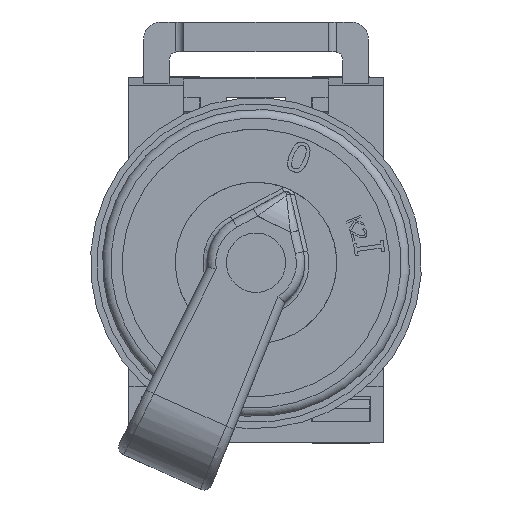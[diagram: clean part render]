
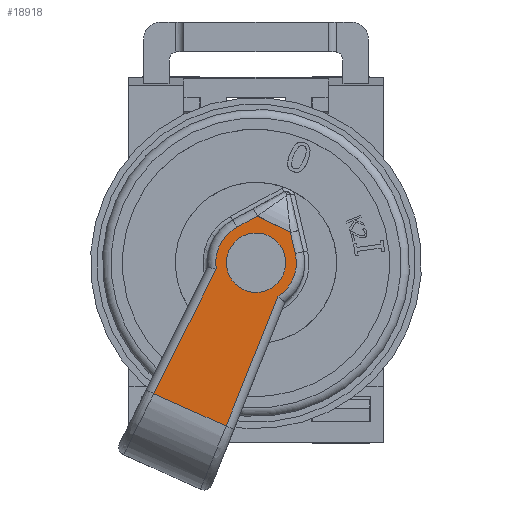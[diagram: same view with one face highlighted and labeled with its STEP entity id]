
A CAD part, top view. The second image highlights one B-rep face of the part: STEP entity #18918.
In plain terms, the highlighted planar face has unit normal (0, 0, 1).
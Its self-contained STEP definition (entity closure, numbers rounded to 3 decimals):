
#79=FACE_BOUND('',#1991,.T.);
#149=PLANE('',#19901);
#1038=FACE_OUTER_BOUND('',#1990,.T.);
#1990=EDGE_LOOP('',(#12401,#12402,#12403,#12404,#12405,#12406,#12407,#12408));
#1991=EDGE_LOOP('',(#12409));
#3177=CIRCLE('',#19902,4.75);
#3178=CIRCLE('',#19903,4.75);
#3179=CIRCLE('',#19904,3.5);
#3611=LINE('',#26345,#5679);
#3616=LINE('',#26418,#5684);
#3617=LINE('',#26422,#5685);
#3618=LINE('',#26426,#5686);
#3619=LINE('',#26428,#5687);
#3620=LINE('',#26430,#5688);
#5679=VECTOR('',#21325,4.333);
#5684=VECTOR('',#21354,2.558);
#5685=VECTOR('',#21359,2.783);
#5686=VECTOR('',#21362,16.434);
#5687=VECTOR('',#21363,9.336);
#5688=VECTOR('',#21364,16.434);
#7754=VERTEX_POINT('',#26338);
#7757=VERTEX_POINT('',#26343);
#7763=VERTEX_POINT('',#26417);
#7764=VERTEX_POINT('',#26421);
#7765=VERTEX_POINT('',#26423);
#7766=VERTEX_POINT('',#26425);
#7767=VERTEX_POINT('',#26427);
#7768=VERTEX_POINT('',#26429);
#7769=VERTEX_POINT('',#26432);
#9588=EDGE_CURVE('',#7757,#7754,#3611,.T.);
#9601=EDGE_CURVE('',#7754,#7763,#3616,.T.);
#9603=EDGE_CURVE('',#7764,#7757,#3617,.T.);
#9604=EDGE_CURVE('',#7765,#7764,#3177,.T.);
#9605=EDGE_CURVE('',#7766,#7765,#3618,.T.);
#9606=EDGE_CURVE('',#7767,#7766,#3619,.T.);
#9607=EDGE_CURVE('',#7768,#7767,#3620,.T.);
#9608=EDGE_CURVE('',#7763,#7768,#3178,.T.);
#9609=EDGE_CURVE('',#7769,#7769,#3179,.T.);
#12401=ORIENTED_EDGE('',*,*,#9588,.F.);
#12402=ORIENTED_EDGE('',*,*,#9603,.F.);
#12403=ORIENTED_EDGE('',*,*,#9604,.F.);
#12404=ORIENTED_EDGE('',*,*,#9605,.F.);
#12405=ORIENTED_EDGE('',*,*,#9606,.F.);
#12406=ORIENTED_EDGE('',*,*,#9607,.F.);
#12407=ORIENTED_EDGE('',*,*,#9608,.F.);
#12408=ORIENTED_EDGE('',*,*,#9601,.F.);
#12409=ORIENTED_EDGE('',*,*,#9609,.T.);
#18918=ADVANCED_FACE('',(#1038,#79),#149,.T.);
#19901=AXIS2_PLACEMENT_3D('',#26420,#21357,#21358);
#19902=AXIS2_PLACEMENT_3D('',#26424,#21360,#21361);
#19903=AXIS2_PLACEMENT_3D('',#26431,#21365,#21366);
#19904=AXIS2_PLACEMENT_3D('',#26433,#21367,#21368);
#21325=DIRECTION('',(0.895,-0.447,0.));
#21354=DIRECTION('',(0.226,-0.974,0.));
#21357=DIRECTION('center_axis',(0.,0.,1.));
#21358=DIRECTION('ref_axis',(0.41,0.912,0.));
#21359=DIRECTION('',(0.878,0.478,0.));
#21360=DIRECTION('center_axis',(0.,0.,-1.));
#21361=DIRECTION('ref_axis',(-0.883,0.47,0.));
#21362=DIRECTION('',(0.447,0.895,0.));
#21363=DIRECTION('',(-0.912,0.41,0.));
#21364=DIRECTION('',(-0.372,-0.928,0.));
#21365=DIRECTION('center_axis',(0.,0.,-1.));
#21366=DIRECTION('ref_axis',(0.938,-0.348,0.));
#21367=DIRECTION('center_axis',(0.,0.,-1.));
#21368=DIRECTION('ref_axis',(-0.41,-0.912,0.));
#26338=CARTESIAN_POINT('',(42.563,61.36,102.869));
#26343=CARTESIAN_POINT('',(38.687,63.297,102.869));
#26345=CARTESIAN_POINT('',(38.687,63.297,102.869));
#26417=CARTESIAN_POINT('',(43.141,58.868,102.869));
#26418=CARTESIAN_POINT('',(42.563,61.36,102.869));
#26420=CARTESIAN_POINT('Origin',(32.211,49.918,102.869));
#26421=CARTESIAN_POINT('',(36.242,61.966,102.869));
#26422=CARTESIAN_POINT('',(36.242,61.966,102.869));
#26423=CARTESIAN_POINT('',(33.819,57.075,102.869));
#26424=CARTESIAN_POINT('Origin',(38.514,57.795,102.869));
#26425=CARTESIAN_POINT('',(26.471,42.375,102.869));
#26426=CARTESIAN_POINT('',(26.471,42.375,102.869));
#26427=CARTESIAN_POINT('',(34.988,38.55,102.869));
#26428=CARTESIAN_POINT('',(34.988,38.55,102.869));
#26429=CARTESIAN_POINT('',(41.095,53.807,102.869));
#26430=CARTESIAN_POINT('',(41.095,53.807,102.869));
#26431=CARTESIAN_POINT('Origin',(38.514,57.795,102.869));
#26432=CARTESIAN_POINT('',(39.948,60.987,102.869));
#26433=CARTESIAN_POINT('Origin',(38.514,57.795,102.869));
